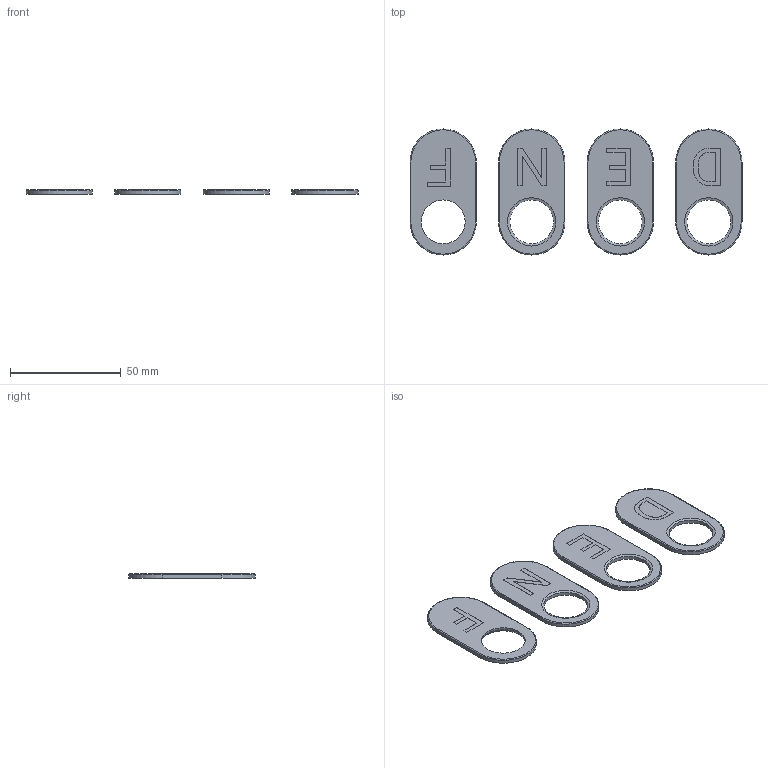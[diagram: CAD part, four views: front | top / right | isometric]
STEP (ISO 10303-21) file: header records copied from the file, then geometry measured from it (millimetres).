
FILE_DESCRIPTION(('HOOPS Exchange Step'),'2;1');
FILE_NAME('250_puces01.stp','2025-01-06T14:16:58+01:00',('cdesmedt'),('Unknown organisation'),'HOOPS Exchange 2024.2','HOOPS Exchange','Unknown authorisation');
FILE_SCHEMA( ('AP203_CONFIGURATION_CONTROLLED_3D_DESIGN_OF_MECHANICAL_PARTS_AND_ASSEMBLIES_MIM_LF') );
Length unit declared in the file: millimetre
Products named in the file (2): 0; root
Assembly tree (1 placements, depth 2):
  root
    0
Bounding box: 150 x 57 x 2 mm (x, y, z)
Volume: 8622.6 mm3; surface area: 11383.7 mm2
Topology: 4 solids, 4 shells, 123 faces, 307 edges, 201 vertices
Faces by surface type: plane 81, cylinder 20, bspline 10, torus 8, cone 4
Full cylindrical faces by diameter (mm): 19.8 x4
Entity records: 3798 total; most frequent: CARTESIAN_POINT 815, ORIENTED_EDGE 614, DIRECTION 580, EDGE_CURVE 307, VECTOR 226, LINE 226, VERTEX_POINT 201, AXIS2_PLACEMENT_3D 177
